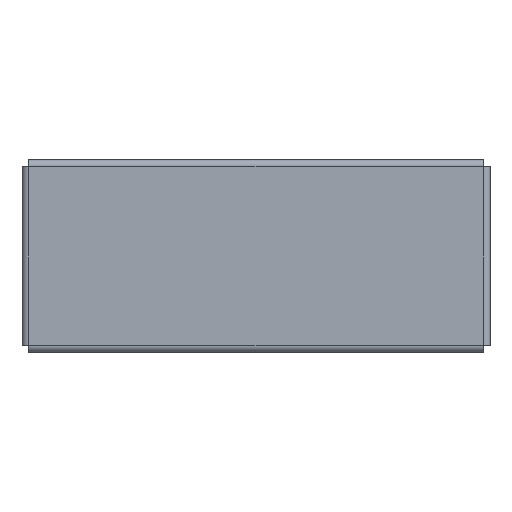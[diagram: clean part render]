
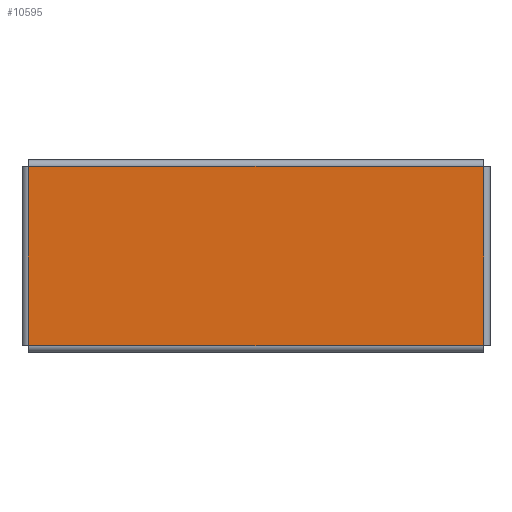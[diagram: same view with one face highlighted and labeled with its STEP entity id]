
A CAD part, front view. The second image highlights one B-rep face of the part: STEP entity #10595.
In plain terms, the highlighted planar face has unit normal (0, -1, 0).
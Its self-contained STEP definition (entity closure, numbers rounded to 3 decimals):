
#285 = CARTESIAN_POINT ( 'NONE',  ( 29.27, -0.2, -11.77 ) ) ;
#407 = LINE ( 'NONE', #12153, #6708 ) ;
#484 = EDGE_CURVE ( 'NONE', #3962, #5340, #407, .T. ) ;
#840 = DIRECTION ( 'NONE',  ( 1., 0., 0. ) ) ;
#916 = VERTEX_POINT ( 'NONE', #2261 ) ;
#972 = VECTOR ( 'NONE', #4178, 1000. ) ;
#1015 = ORIENTED_EDGE ( 'NONE', *, *, #6842, .F. ) ;
#1145 = CARTESIAN_POINT ( 'NONE',  ( 0.43, -0.2, -0.4 ) ) ;
#1401 = VECTOR ( 'NONE', #2817, 1000. ) ;
#1459 = EDGE_CURVE ( 'NONE', #11578, #5340, #6336, .T. ) ;
#1506 = EDGE_CURVE ( 'NONE', #7561, #11793, #2701, .T. ) ;
#1680 = LINE ( 'NONE', #11376, #12005 ) ;
#1767 = DIRECTION ( 'NONE',  ( -1., 0., 0. ) ) ;
#1794 = LINE ( 'NONE', #6766, #1401 ) ;
#2055 = CARTESIAN_POINT ( 'NONE',  ( 0.4, -0.2, -0.43 ) ) ;
#2157 = VERTEX_POINT ( 'NONE', #8031 ) ;
#2261 = CARTESIAN_POINT ( 'NONE',  ( 0.4, -0.2, -11.77 ) ) ;
#2525 = ORIENTED_EDGE ( 'NONE', *, *, #10385, .T. ) ;
#2661 = VERTEX_POINT ( 'NONE', #9475 ) ;
#2701 = LINE ( 'NONE', #10478, #11287 ) ;
#2704 = VECTOR ( 'NONE', #10306, 1000. ) ;
#2817 = DIRECTION ( 'NONE',  ( 0., 0., -1. ) ) ;
#3001 = VERTEX_POINT ( 'NONE', #12272 ) ;
#3103 = CARTESIAN_POINT ( 'NONE',  ( 0.43, -0.2, 0. ) ) ;
#3211 = VECTOR ( 'NONE', #1767, 1000. ) ;
#3448 = EDGE_CURVE ( 'NONE', #10875, #5415, #11267, .T. ) ;
#3472 = ORIENTED_EDGE ( 'NONE', *, *, #10128, .T. ) ;
#3626 = EDGE_LOOP ( 'NONE', ( #4430, #7590, #2525, #12424, #6406, #1015, #8857, #3472, #11870, #3830, #7392, #10659 ) ) ;
#3719 = LINE ( 'NONE', #7597, #5782 ) ;
#3830 = ORIENTED_EDGE ( 'NONE', *, *, #11515, .F. ) ;
#3930 = VERTEX_POINT ( 'NONE', #1145 ) ;
#3962 = VERTEX_POINT ( 'NONE', #5749 ) ;
#3991 = CARTESIAN_POINT ( 'NONE',  ( 29.27, -0.2, -11.8 ) ) ;
#4178 = DIRECTION ( 'NONE',  ( 0., 0., 1. ) ) ;
#4430 = ORIENTED_EDGE ( 'NONE', *, *, #12364, .T. ) ;
#4611 = DIRECTION ( 'NONE',  ( -1., 0., 0. ) ) ;
#5287 = VECTOR ( 'NONE', #9243, 1000. ) ;
#5340 = VERTEX_POINT ( 'NONE', #3991 ) ;
#5342 = LINE ( 'NONE', #11093, #5287 ) ;
#5415 = VERTEX_POINT ( 'NONE', #11519 ) ;
#5588 = LINE ( 'NONE', #7496, #3211 ) ;
#5749 = CARTESIAN_POINT ( 'NONE',  ( 0.43, -0.2, -11.8 ) ) ;
#5782 = VECTOR ( 'NONE', #10537, 1000. ) ;
#6274 = VECTOR ( 'NONE', #11906, 1000. ) ;
#6336 = LINE ( 'NONE', #11505, #7205 ) ;
#6406 = ORIENTED_EDGE ( 'NONE', *, *, #1459, .F. ) ;
#6409 = CARTESIAN_POINT ( 'NONE',  ( 29.27, -0.2, 0. ) ) ;
#6708 = VECTOR ( 'NONE', #8926, 1000. ) ;
#6766 = CARTESIAN_POINT ( 'NONE',  ( 29.3, -0.2, -11.8 ) ) ;
#6842 = EDGE_CURVE ( 'NONE', #3001, #11578, #1680, .T. ) ;
#7091 = AXIS2_PLACEMENT_3D ( 'NONE', #8246, #11312, #8445 ) ;
#7205 = VECTOR ( 'NONE', #10611, 1000. ) ;
#7348 = EDGE_CURVE ( 'NONE', #2157, #3001, #1794, .T. ) ;
#7392 = ORIENTED_EDGE ( 'NONE', *, *, #10491, .F. ) ;
#7496 = CARTESIAN_POINT ( 'NONE',  ( 29.3, -0.2, -0.43 ) ) ;
#7561 = VERTEX_POINT ( 'NONE', #2055 ) ;
#7590 = ORIENTED_EDGE ( 'NONE', *, *, #7674, .T. ) ;
#7597 = CARTESIAN_POINT ( 'NONE',  ( 0.4, -0.2, -11.8 ) ) ;
#7674 = EDGE_CURVE ( 'NONE', #916, #2661, #5342, .T. ) ;
#7946 = LINE ( 'NONE', #3103, #972 ) ;
#8005 = CARTESIAN_POINT ( 'NONE',  ( 0.43, -0.2, -12.2 ) ) ;
#8031 = CARTESIAN_POINT ( 'NONE',  ( 29.3, -0.2, -0.43 ) ) ;
#8048 = CARTESIAN_POINT ( 'NONE',  ( 29.27, -0.2, -0.43 ) ) ;
#8246 = CARTESIAN_POINT ( 'NONE',  ( 0., -0.2, 0. ) ) ;
#8445 = DIRECTION ( 'NONE',  ( 0., 0., -1. ) ) ;
#8476 = DIRECTION ( 'NONE',  ( 1., 0., 0. ) ) ;
#8612 = VECTOR ( 'NONE', #8476, 1000. ) ;
#8857 = ORIENTED_EDGE ( 'NONE', *, *, #7348, .F. ) ;
#8926 = DIRECTION ( 'NONE',  ( 1., 0., 0. ) ) ;
#9243 = DIRECTION ( 'NONE',  ( 1., 0., 0. ) ) ;
#9475 = CARTESIAN_POINT ( 'NONE',  ( 0.43, -0.2, -11.77 ) ) ;
#9740 = LINE ( 'NONE', #11721, #8612 ) ;
#10128 = EDGE_CURVE ( 'NONE', #2157, #10875, #5588, .T. ) ;
#10226 = PLANE ( 'NONE',  #7091 ) ;
#10230 = CARTESIAN_POINT ( 'NONE',  ( 0.43, -0.2, -0.43 ) ) ;
#10290 = FACE_OUTER_BOUND ( 'NONE', #3626, .T. ) ;
#10306 = DIRECTION ( 'NONE',  ( 0., 0., 1. ) ) ;
#10385 = EDGE_CURVE ( 'NONE', #2661, #3962, #11119, .T. ) ;
#10478 = CARTESIAN_POINT ( 'NONE',  ( 0.4, -0.2, -0.43 ) ) ;
#10491 = EDGE_CURVE ( 'NONE', #11793, #3930, #7946, .T. ) ;
#10537 = DIRECTION ( 'NONE',  ( 0., 0., -1. ) ) ;
#10595 = ADVANCED_FACE ( 'NONE', ( #10290 ), #10226, .T. ) ;
#10611 = DIRECTION ( 'NONE',  ( 0., 0., -1. ) ) ;
#10659 = ORIENTED_EDGE ( 'NONE', *, *, #1506, .F. ) ;
#10875 = VERTEX_POINT ( 'NONE', #8048 ) ;
#11093 = CARTESIAN_POINT ( 'NONE',  ( 0.4, -0.2, -11.77 ) ) ;
#11119 = LINE ( 'NONE', #8005, #6274 ) ;
#11267 = LINE ( 'NONE', #6409, #2704 ) ;
#11287 = VECTOR ( 'NONE', #840, 1000. ) ;
#11312 = DIRECTION ( 'NONE',  ( 0., -1., 0. ) ) ;
#11376 = CARTESIAN_POINT ( 'NONE',  ( 29.3, -0.2, -11.77 ) ) ;
#11505 = CARTESIAN_POINT ( 'NONE',  ( 29.27, -0.2, -12.2 ) ) ;
#11515 = EDGE_CURVE ( 'NONE', #3930, #5415, #9740, .T. ) ;
#11519 = CARTESIAN_POINT ( 'NONE',  ( 29.27, -0.2, -0.4 ) ) ;
#11578 = VERTEX_POINT ( 'NONE', #285 ) ;
#11721 = CARTESIAN_POINT ( 'NONE',  ( 14.85, -0.2, -0.4 ) ) ;
#11793 = VERTEX_POINT ( 'NONE', #10230 ) ;
#11870 = ORIENTED_EDGE ( 'NONE', *, *, #3448, .T. ) ;
#11906 = DIRECTION ( 'NONE',  ( 0., 0., -1. ) ) ;
#12005 = VECTOR ( 'NONE', #4611, 1000. ) ;
#12153 = CARTESIAN_POINT ( 'NONE',  ( 14.85, -0.2, -11.8 ) ) ;
#12272 = CARTESIAN_POINT ( 'NONE',  ( 29.3, -0.2, -11.77 ) ) ;
#12364 = EDGE_CURVE ( 'NONE', #7561, #916, #3719, .T. ) ;
#12424 = ORIENTED_EDGE ( 'NONE', *, *, #484, .T. ) ;
